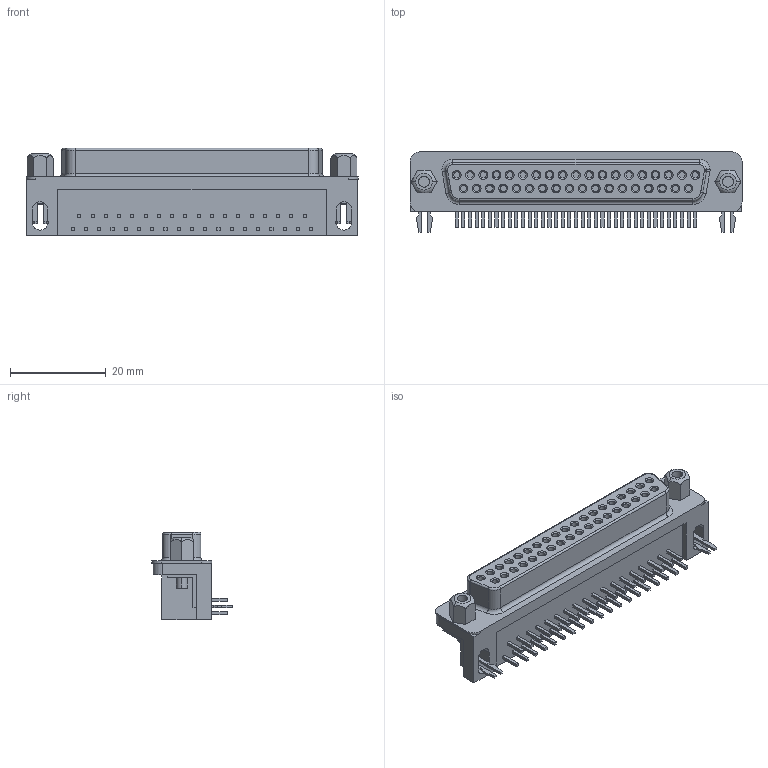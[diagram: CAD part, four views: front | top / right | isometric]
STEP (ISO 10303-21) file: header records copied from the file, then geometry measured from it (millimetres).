
FILE_DESCRIPTION (( 'STEP AP203' ), '1' );
FILE_NAME ('SD37S-RA-PC.STEP', '2011-05-04T17:36:09', ( 'x' ), ( 'Microsoft' ), 'SwSTEP 2.0', 'SolidWorks 2010', '' );
FILE_SCHEMA (( 'CONFIG_CONTROL_DESIGN' ));
Length unit declared in the file: inch
Products named in the file (1): SD37S-RA-PC
Bounding box: 69.39 x 16.76 x 18.26 mm (x, y, z)
Volume: 10298.1 mm3; surface area: 7801.6 mm2
Topology: 1 solids, 1 shells, 529 faces, 1236 edges, 789 vertices
Faces by surface type: plane 326, cylinder 115, cone 74, torus 14
Entity records: 15180 total; most frequent: CARTESIAN_POINT 2719, DIRECTION 2607, ORIENTED_EDGE 2472, EDGE_CURVE 1236, VECTOR 901, LINE 901, AXIS2_PLACEMENT_3D 853, VERTEX_POINT 789
